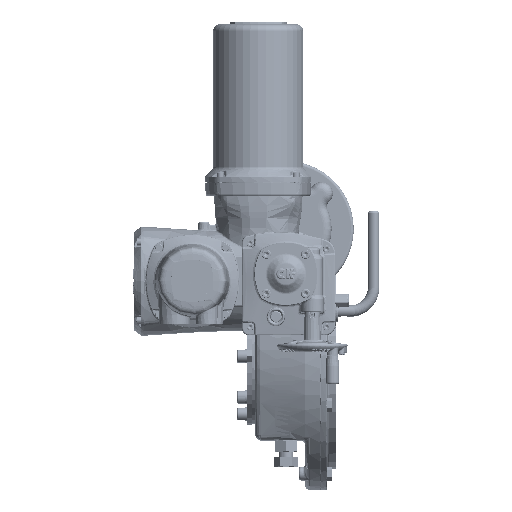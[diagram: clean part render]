
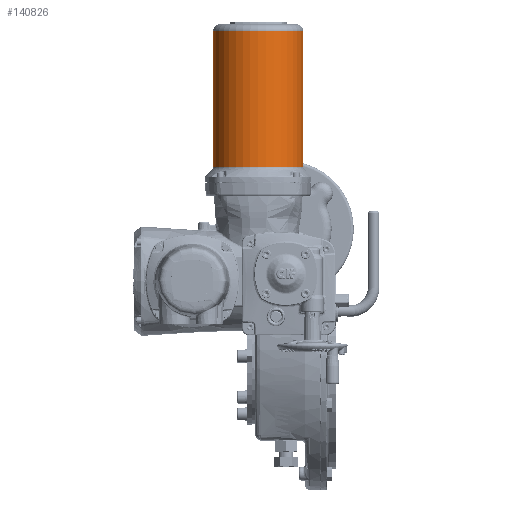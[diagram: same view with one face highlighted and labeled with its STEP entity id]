
A CAD part, top view. The second image highlights one B-rep face of the part: STEP entity #140826.
In plain terms, the highlighted cylindrical face has radius 63 mm (diameter 126 mm), a full revolution.
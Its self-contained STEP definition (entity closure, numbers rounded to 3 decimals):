
#1409=CYLINDRICAL_SURFACE('',#148533,63.);
#6930=B_SPLINE_CURVE_WITH_KNOTS('',3,(#246890,#246891,#246892,#246893,#246894,
#246895,#246896,#246897,#246898,#246899,#246900,#246901,#246902,#246903,
#246904,#246905,#246906,#246907,#246908,#246909,#246910,#246911,#246912,
#246913,#246914,#246915,#246916,#246917,#246918,#246919,#246920,#246921,
#246922,#246923,#246924,#246925),.UNSPECIFIED.,.T.,.F.,(1,1,1,1,1,1,1,1,
1,1,1,1,1,1,1,1,1,1,1,1,1,1,1,1,1,1,1,1,1,1,1,1,1,1,1,1,1,1,1,1),(-0.095,
-0.064,-0.033,0.,0.03,0.061,0.092,
0.123,0.155,0.186,0.217,0.233,
0.248,0.28,0.311,0.342,
0.373,0.405,0.436,0.467,
0.498,0.53,0.561,0.592,
0.623,0.655,0.686,0.717,
0.748,0.78,0.811,0.842,
0.873,0.905,0.936,0.967,
1.,1.03,1.061,1.092),.UNSPECIFIED.);
#37471=ORIENTED_EDGE('',*,*,#57396,.T.);
#37472=ORIENTED_EDGE('',*,*,#57397,.T.);
#37473=ORIENTED_EDGE('',*,*,#57431,.T.);
#57396=EDGE_CURVE('',#68202,#68202,#74485,.T.);
#57397=EDGE_CURVE('',#68203,#68203,#6930,.T.);
#57431=EDGE_CURVE('',#68225,#68225,#74495,.T.);
#68202=VERTEX_POINT('',#246793);
#68203=VERTEX_POINT('',#246926);
#68225=VERTEX_POINT('',#247022);
#74485=CIRCLE('',#148508,63.);
#74495=CIRCLE('',#148534,63.);
#79632=EDGE_LOOP('',(#37471));
#79633=EDGE_LOOP('',(#37472));
#79634=EDGE_LOOP('',(#37473));
#86969=FACE_BOUND('',#79632,.T.);
#86970=FACE_BOUND('',#79633,.T.);
#86971=FACE_BOUND('',#79634,.T.);
#140826=ADVANCED_FACE('',(#86969,#86970,#86971),#1409,.T.);
#148508=AXIS2_PLACEMENT_3D('',#246792,#164020,#164021);
#148533=AXIS2_PLACEMENT_3D('',#247020,#164088,#164089);
#148534=AXIS2_PLACEMENT_3D('',#247021,#164090,#164091);
#164020=DIRECTION('',(0.,-1.,0.));
#164021=DIRECTION('',(1.,0.,0.));
#164088=DIRECTION('',(0.,1.,0.));
#164089=DIRECTION('',(-1.,0.,0.));
#164090=DIRECTION('',(0.,1.,0.));
#164091=DIRECTION('',(-1.,0.,0.));
#246792=CARTESIAN_POINT('',(-38.8,339.7,-22.4));
#246793=CARTESIAN_POINT('',(24.2,339.7,-22.4));
#246890=CARTESIAN_POINT('',(-22.968,216.146,-83.381));
#246891=CARTESIAN_POINT('',(-22.272,219.491,-83.194));
#246892=CARTESIAN_POINT('',(-22.191,222.893,-83.171));
#246893=CARTESIAN_POINT('',(-22.682,226.198,-83.305));
#246894=CARTESIAN_POINT('',(-23.766,229.399,-83.585));
#246895=CARTESIAN_POINT('',(-25.425,232.362,-83.974));
#246896=CARTESIAN_POINT('',(-27.579,234.929,-84.409));
#246897=CARTESIAN_POINT('',(-30.234,237.052,-84.837));
#246898=CARTESIAN_POINT('',(-32.722,238.318,-85.122));
#246899=CARTESIAN_POINT('',(-34.898,239.013,-85.286));
#246900=CARTESIAN_POINT('',(-37.08,239.458,-85.394));
#246901=CARTESIAN_POINT('',(-39.939,239.565,-85.42));
#246902=CARTESIAN_POINT('',(-43.257,238.953,-85.27));
#246903=CARTESIAN_POINT('',(-46.401,237.631,-84.964));
#246904=CARTESIAN_POINT('',(-49.169,235.708,-84.559));
#246905=CARTESIAN_POINT('',(-51.5,233.274,-84.119));
#246906=CARTESIAN_POINT('',(-53.338,230.432,-83.707));
#246907=CARTESIAN_POINT('',(-54.617,227.296,-83.385));
#246908=CARTESIAN_POINT('',(-55.319,223.969,-83.196));
#246909=CARTESIAN_POINT('',(-55.418,220.574,-83.169));
#246910=CARTESIAN_POINT('',(-54.921,217.213,-83.304));
#246911=CARTESIAN_POINT('',(-53.834,214.006,-83.585));
#246912=CARTESIAN_POINT('',(-52.187,211.054,-83.972));
#246913=CARTESIAN_POINT('',(-50.019,208.472,-84.409));
#246914=CARTESIAN_POINT('',(-47.384,206.358,-84.834));
#246915=CARTESIAN_POINT('',(-44.368,204.825,-85.181));
#246916=CARTESIAN_POINT('',(-41.072,203.962,-85.389));
#246917=CARTESIAN_POINT('',(-37.691,203.832,-85.421));
#246918=CARTESIAN_POINT('',(-34.326,204.452,-85.269));
#246919=CARTESIAN_POINT('',(-31.208,205.764,-84.964));
#246920=CARTESIAN_POINT('',(-28.435,207.688,-84.56));
#246921=CARTESIAN_POINT('',(-26.093,210.132,-84.117));
#246922=CARTESIAN_POINT('',(-24.271,212.954,-83.708));
#246923=CARTESIAN_POINT('',(-22.968,216.146,-83.381));
#246924=CARTESIAN_POINT('',(-22.272,219.491,-83.194));
#246925=CARTESIAN_POINT('',(-22.191,222.893,-83.171));
#246926=CARTESIAN_POINT('',(-22.362,219.617,-83.218));
#247020=CARTESIAN_POINT('',(-38.8,82.2,-22.4));
#247021=CARTESIAN_POINT('',(-38.8,150.302,-22.4));
#247022=CARTESIAN_POINT('',(-101.8,150.302,-22.4));
